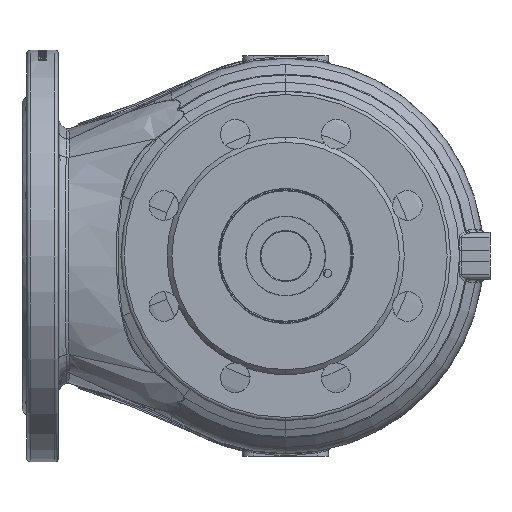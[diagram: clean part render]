
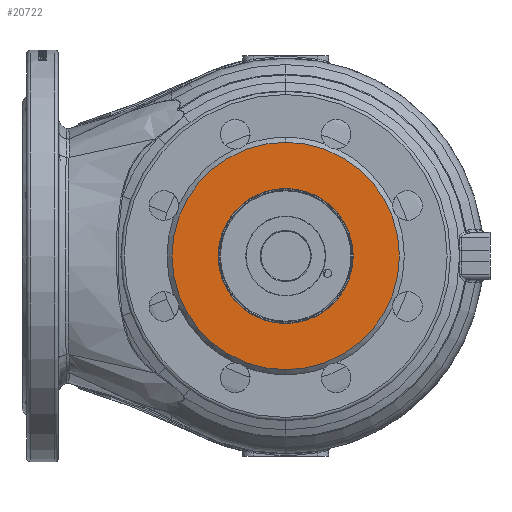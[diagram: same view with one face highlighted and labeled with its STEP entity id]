
A CAD part, front view. The second image highlights one B-rep face of the part: STEP entity #20722.
In plain terms, the highlighted planar face has unit normal (0, -1, 0).
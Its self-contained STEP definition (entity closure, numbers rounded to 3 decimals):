
#208 = CARTESIAN_POINT ( 'NONE',  ( 0., -195., -41. ) ) ;
#4205 = CIRCLE ( 'NONE', #31353, 69. ) ;
#7085 = CIRCLE ( 'NONE', #129253, 41. ) ;
#7320 = CARTESIAN_POINT ( 'NONE',  ( 0., -195., 0. ) ) ;
#9715 = EDGE_CURVE ( 'NONE', #204219, #22543, #4205, .T. ) ;
#10612 = CIRCLE ( 'NONE', #54793, 69. ) ;
#20722 = ADVANCED_FACE ( 'NONE', ( #127558, #94681 ), #47944, .T. ) ;
#21121 = DIRECTION ( 'NONE',  ( 0., 1., 0. ) ) ;
#22543 = VERTEX_POINT ( 'NONE', #70397 ) ;
#31353 = AXIS2_PLACEMENT_3D ( 'NONE', #7320, #39236, #103969 ) ;
#34291 = AXIS2_PLACEMENT_3D ( 'NONE', #104949, #21121, #184637 ) ;
#38317 = EDGE_CURVE ( 'NONE', #22543, #204219, #10612, .T. ) ;
#39236 = DIRECTION ( 'NONE',  ( 0., 1., 0. ) ) ;
#46809 = VERTEX_POINT ( 'NONE', #208 ) ;
#47944 = PLANE ( 'NONE',  #63229 ) ;
#54430 = EDGE_LOOP ( 'NONE', ( #82253, #141952 ) ) ;
#54793 = AXIS2_PLACEMENT_3D ( 'NONE', #188418, #58931, #174598 ) ;
#58931 = DIRECTION ( 'NONE',  ( 0., 1., 0. ) ) ;
#63229 = AXIS2_PLACEMENT_3D ( 'NONE', #125468, #96769, #161602 ) ;
#65461 = CARTESIAN_POINT ( 'NONE',  ( 0., -195., 41. ) ) ;
#70397 = CARTESIAN_POINT ( 'NONE',  ( 0., -195., 69. ) ) ;
#82253 = ORIENTED_EDGE ( 'NONE', *, *, #166741, .T. ) ;
#94681 = FACE_OUTER_BOUND ( 'NONE', #188786, .T. ) ;
#96769 = DIRECTION ( 'NONE',  ( 0., -1., 0. ) ) ;
#103969 = DIRECTION ( 'NONE',  ( 0., 0., 1. ) ) ;
#104949 = CARTESIAN_POINT ( 'NONE',  ( 0., -195., 0. ) ) ;
#120694 = ORIENTED_EDGE ( 'NONE', *, *, #9715, .F. ) ;
#125468 = CARTESIAN_POINT ( 'NONE',  ( 0., -195., 0. ) ) ;
#127558 = FACE_BOUND ( 'NONE', #54430, .T. ) ;
#129253 = AXIS2_PLACEMENT_3D ( 'NONE', #199483, #136776, #201580 ) ;
#136776 = DIRECTION ( 'NONE',  ( 0., 1., 0. ) ) ;
#141952 = ORIENTED_EDGE ( 'NONE', *, *, #200205, .T. ) ;
#143959 = ORIENTED_EDGE ( 'NONE', *, *, #38317, .F. ) ;
#161602 = DIRECTION ( 'NONE',  ( 0., 0., -1. ) ) ;
#166741 = EDGE_CURVE ( 'NONE', #178301, #46809, #203962, .T. ) ;
#174598 = DIRECTION ( 'NONE',  ( 0., 0., 1. ) ) ;
#178301 = VERTEX_POINT ( 'NONE', #65461 ) ;
#179016 = CARTESIAN_POINT ( 'NONE',  ( 0., -195., -69. ) ) ;
#184637 = DIRECTION ( 'NONE',  ( 0., 0., 1. ) ) ;
#188418 = CARTESIAN_POINT ( 'NONE',  ( 0., -195., 0. ) ) ;
#188786 = EDGE_LOOP ( 'NONE', ( #143959, #120694 ) ) ;
#199483 = CARTESIAN_POINT ( 'NONE',  ( 0., -195., 0. ) ) ;
#200205 = EDGE_CURVE ( 'NONE', #46809, #178301, #7085, .T. ) ;
#201580 = DIRECTION ( 'NONE',  ( 0., 0., 1. ) ) ;
#203962 = CIRCLE ( 'NONE', #34291, 41. ) ;
#204219 = VERTEX_POINT ( 'NONE', #179016 ) ;
